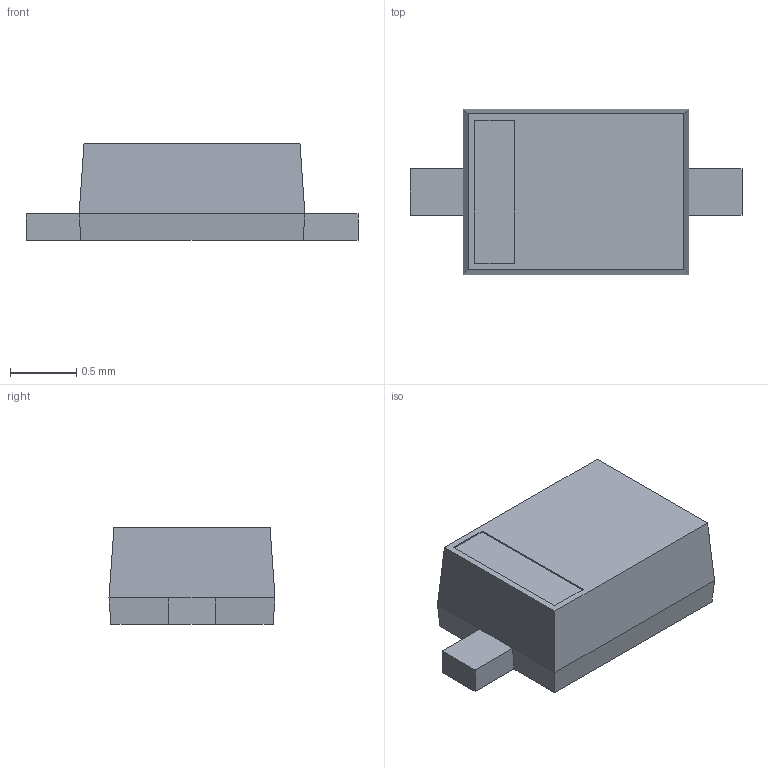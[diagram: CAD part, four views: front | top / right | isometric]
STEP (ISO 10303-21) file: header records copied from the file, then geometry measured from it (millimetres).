
FILE_DESCRIPTION(/* description */ ('model of D_SOD-323F'),/* implementation_level */ '2;1');
FILE_NAME(/* name */ 'D_SOD-323F.step',/* time_stamp */ '2017-05-08T20:36:42',/* author */ ('kicad StepUp','ksu'),/* organization */ ('FreeCAD'),/* preprocessor_version */ 'OCC',/* originating_system */ 'kicad StepUp',/* authorisation */ '');
FILE_SCHEMA(('AUTOMOTIVE_DESIGN_CC2 { 1 2 10303 214 -1 1 5 4 }'));
Length unit declared in the file: millimetre
Products named in the file (1): D_SOD_323F
Bounding box: 2.5 x 1.25 x 0.73 mm (x, y, z)
Volume: 1.5 mm3; surface area: 9.1 mm2
Topology: 1 solids, 1 shells, 27 faces, 60 edges, 36 vertices
Faces by surface type: plane 17, bspline 10
Entity records: 524 total; most frequent: ORIENTED_EDGE 98, CARTESIAN_POINT 65, EDGE_CURVE 60, LINE 42, VERTEX_POINT 36, FACE_BOUND 28, EDGE_LOOP 28, ADVANCED_FACE 27
